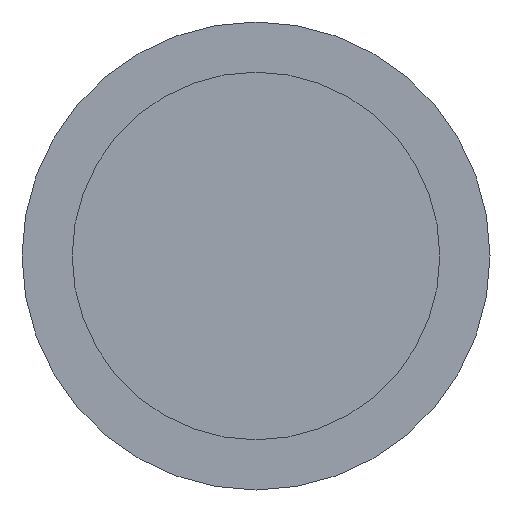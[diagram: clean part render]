
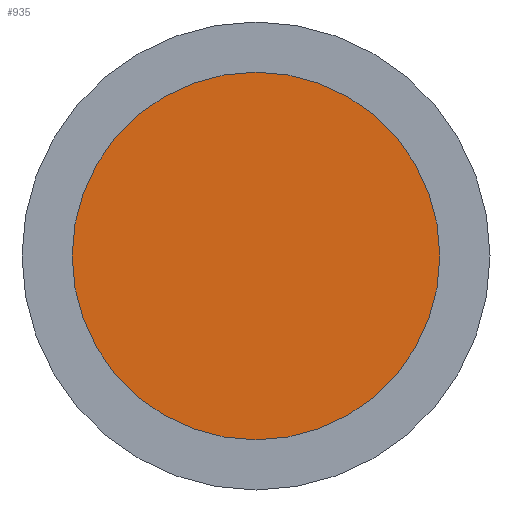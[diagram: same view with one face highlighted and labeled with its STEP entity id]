
A CAD part, front view. The second image highlights one B-rep face of the part: STEP entity #935.
In plain terms, the highlighted planar face has unit normal (0, -1, 0).
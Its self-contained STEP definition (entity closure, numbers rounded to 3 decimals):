
#12 = AXIS2_PLACEMENT_3D ( 'NONE', #763, #757, #212 ) ;
#24 = AXIS2_PLACEMENT_3D ( 'NONE', #57, #883, #1053 ) ;
#25 = PLANE ( 'NONE',  #12 ) ;
#57 = CARTESIAN_POINT ( 'NONE',  ( 0., 0., 0. ) ) ;
#82 = CIRCLE ( 'NONE', #24, 16.5 ) ;
#115 = FACE_OUTER_BOUND ( 'NONE', #553, .T. ) ;
#212 = DIRECTION ( 'NONE',  ( 0., 0., 1. ) ) ;
#260 = CARTESIAN_POINT ( 'NONE',  ( 0., 0., 16.5 ) ) ;
#405 = DIRECTION ( 'NONE',  ( 0., 0., 1. ) ) ;
#460 = VERTEX_POINT ( 'NONE', #1049 ) ;
#475 = EDGE_CURVE ( 'NONE', #460, #1160, #951, .T. ) ;
#553 = EDGE_LOOP ( 'NONE', ( #706, #804 ) ) ;
#588 = CARTESIAN_POINT ( 'NONE',  ( 0., 0., 0. ) ) ;
#592 = AXIS2_PLACEMENT_3D ( 'NONE', #588, #1116, #405 ) ;
#682 = EDGE_CURVE ( 'NONE', #1160, #460, #82, .T. ) ;
#706 = ORIENTED_EDGE ( 'NONE', *, *, #475, .F. ) ;
#757 = DIRECTION ( 'NONE',  ( 0., 1., 0. ) ) ;
#763 = CARTESIAN_POINT ( 'NONE',  ( 0., 0., 0. ) ) ;
#804 = ORIENTED_EDGE ( 'NONE', *, *, #682, .F. ) ;
#883 = DIRECTION ( 'NONE',  ( 0., 1., 0. ) ) ;
#935 = ADVANCED_FACE ( 'NONE', ( #115 ), #25, .F. ) ;
#951 = CIRCLE ( 'NONE', #592, 16.5 ) ;
#1049 = CARTESIAN_POINT ( 'NONE',  ( 0., 0., -16.5 ) ) ;
#1053 = DIRECTION ( 'NONE',  ( 0., 0., 1. ) ) ;
#1116 = DIRECTION ( 'NONE',  ( 0., 1., 0. ) ) ;
#1160 = VERTEX_POINT ( 'NONE', #260 ) ;
